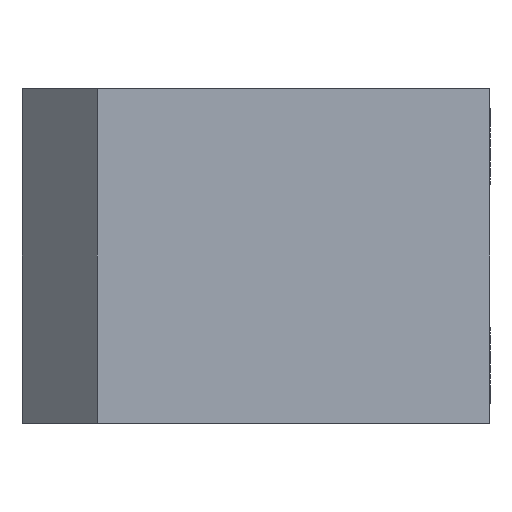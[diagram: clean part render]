
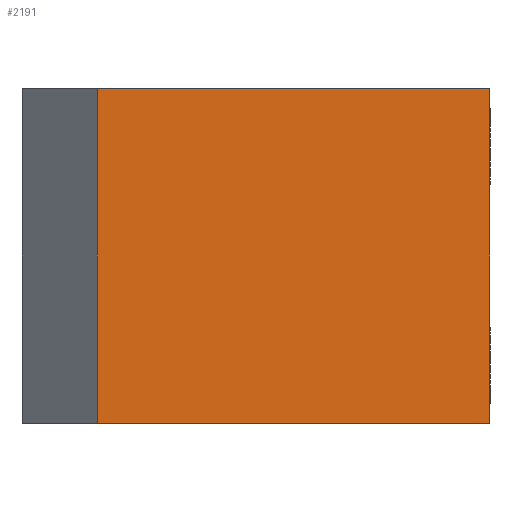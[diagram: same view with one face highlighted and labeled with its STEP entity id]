
A CAD part, left-side view. The second image highlights one B-rep face of the part: STEP entity #2191.
In plain terms, the highlighted planar face has unit normal (-1, 0, 0).
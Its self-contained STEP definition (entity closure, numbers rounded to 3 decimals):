
#120 = CARTESIAN_POINT ( 'NONE',  ( -34., 0., 0. ) ) ;
#188 = VERTEX_POINT ( 'NONE', #120 ) ;
#245 = EDGE_CURVE ( 'NONE', #839, #1541, #1718, .T. ) ;
#292 = DIRECTION ( 'NONE',  ( 0., 1., 0. ) ) ;
#360 = VECTOR ( 'NONE', #941, 1000. ) ;
#387 = VECTOR ( 'NONE', #1186, 1000. ) ;
#506 = CARTESIAN_POINT ( 'NONE',  ( -34., 0., -40. ) ) ;
#532 = VECTOR ( 'NONE', #1980, 1000. ) ;
#610 = ORIENTED_EDGE ( 'NONE', *, *, #245, .F. ) ;
#719 = LINE ( 'NONE', #1273, #532 ) ;
#839 = VERTEX_POINT ( 'NONE', #1632 ) ;
#871 = ORIENTED_EDGE ( 'NONE', *, *, #1384, .F. ) ;
#885 = LINE ( 'NONE', #2122, #387 ) ;
#902 = CARTESIAN_POINT ( 'NONE',  ( -34., 0., -40. ) ) ;
#912 = PLANE ( 'NONE',  #1091 ) ;
#931 = DIRECTION ( 'NONE',  ( 1., 0., 0. ) ) ;
#934 = DIRECTION ( 'NONE',  ( 0., 1., 0. ) ) ;
#941 = DIRECTION ( 'NONE',  ( 0., 0., 1. ) ) ;
#943 = VECTOR ( 'NONE', #292, 1000. ) ;
#1091 = AXIS2_PLACEMENT_3D ( 'NONE', #902, #931, #934 ) ;
#1119 = CARTESIAN_POINT ( 'NONE',  ( -34., 47., -40. ) ) ;
#1174 = CARTESIAN_POINT ( 'NONE',  ( -34., 0., -40. ) ) ;
#1184 = FACE_OUTER_BOUND ( 'NONE', #1293, .T. ) ;
#1186 = DIRECTION ( 'NONE',  ( 0., 1., 0. ) ) ;
#1273 = CARTESIAN_POINT ( 'NONE',  ( -34., 0., -40. ) ) ;
#1293 = EDGE_LOOP ( 'NONE', ( #2103, #610, #871, #1982 ) ) ;
#1384 = EDGE_CURVE ( 'NONE', #1434, #839, #2173, .T. ) ;
#1415 = EDGE_CURVE ( 'NONE', #188, #1541, #885, .T. ) ;
#1434 = VERTEX_POINT ( 'NONE', #506 ) ;
#1541 = VERTEX_POINT ( 'NONE', #1975 ) ;
#1632 = CARTESIAN_POINT ( 'NONE',  ( -34., 47., -40. ) ) ;
#1718 = LINE ( 'NONE', #1119, #360 ) ;
#1799 = EDGE_CURVE ( 'NONE', #1434, #188, #719, .T. ) ;
#1975 = CARTESIAN_POINT ( 'NONE',  ( -34., 47., 0. ) ) ;
#1980 = DIRECTION ( 'NONE',  ( 0., 0., 1. ) ) ;
#1982 = ORIENTED_EDGE ( 'NONE', *, *, #1799, .T. ) ;
#2103 = ORIENTED_EDGE ( 'NONE', *, *, #1415, .T. ) ;
#2122 = CARTESIAN_POINT ( 'NONE',  ( -34., 0., 0. ) ) ;
#2173 = LINE ( 'NONE', #1174, #943 ) ;
#2191 = ADVANCED_FACE ( 'NONE', ( #1184 ), #912, .F. ) ;
